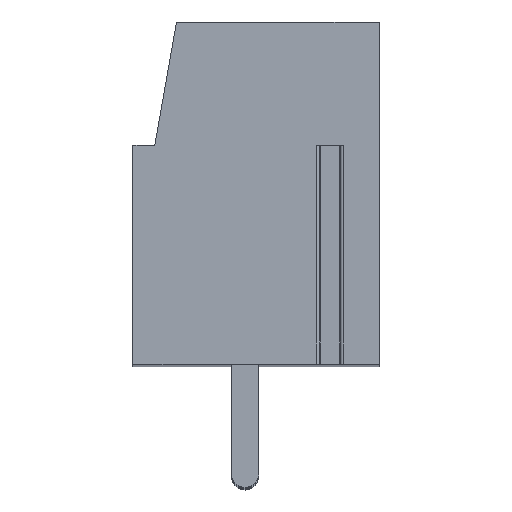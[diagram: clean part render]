
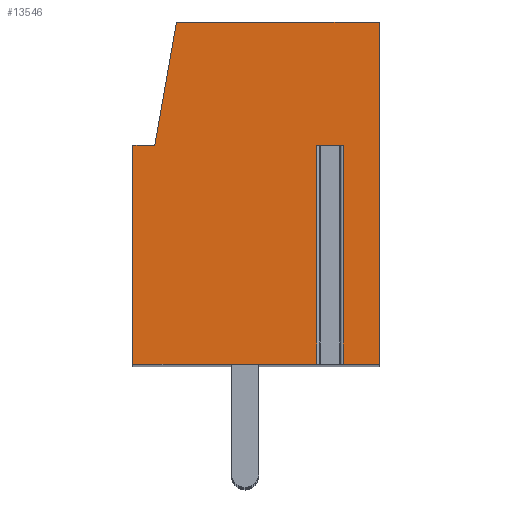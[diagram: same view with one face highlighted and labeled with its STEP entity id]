
A CAD part, top view. The second image highlights one B-rep face of the part: STEP entity #13546.
In plain terms, the highlighted planar face has unit normal (0, 0, 1).
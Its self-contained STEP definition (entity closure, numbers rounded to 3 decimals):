
#357=DIRECTION('',(-1.,0.,0.));
#358=VECTOR('',#357,0.958);
#359=CARTESIAN_POINT('',(3.179,1.75,57.5));
#360=LINE('',#359,#358);
#361=DIRECTION('',(0.,-1.,0.));
#362=VECTOR('',#361,8.);
#363=CARTESIAN_POINT('',(2.221,1.75,57.5));
#364=LINE('',#363,#362);
#365=DIRECTION('',(1.,0.,0.));
#366=VECTOR('',#365,6.721);
#367=CARTESIAN_POINT('',(-4.5,-6.25,57.5));
#368=LINE('',#367,#366);
#369=DIRECTION('',(0.,-1.,0.));
#370=VECTOR('',#369,8.);
#371=CARTESIAN_POINT('',(-4.5,1.75,57.5));
#372=LINE('',#371,#370);
#373=DIRECTION('',(-1.,0.,0.));
#374=VECTOR('',#373,0.8);
#375=CARTESIAN_POINT('',(-3.7,1.75,57.5));
#376=LINE('',#375,#374);
#377=DIRECTION('',(-0.174,-0.985,0.));
#378=VECTOR('',#377,4.569);
#379=CARTESIAN_POINT('',(-2.907,6.25,57.5));
#380=LINE('',#379,#378);
#381=DIRECTION('',(-1.,0.,0.));
#382=VECTOR('',#381,7.407);
#383=CARTESIAN_POINT('',(4.5,6.25,57.5));
#384=LINE('',#383,#382);
#385=DIRECTION('',(0.,1.,0.));
#386=VECTOR('',#385,12.5);
#387=CARTESIAN_POINT('',(4.5,-6.25,57.5));
#388=LINE('',#387,#386);
#389=DIRECTION('',(1.,0.,0.));
#390=VECTOR('',#389,1.321);
#391=CARTESIAN_POINT('',(3.179,-6.25,57.5));
#392=LINE('',#391,#390);
#393=DIRECTION('',(0.,-1.,0.));
#394=VECTOR('',#393,8.);
#395=CARTESIAN_POINT('',(3.179,1.75,57.5));
#396=LINE('',#395,#394);
#10361=CARTESIAN_POINT('',(4.5,-6.25,57.5));
#10362=CARTESIAN_POINT('',(4.5,6.25,57.5));
#10363=VERTEX_POINT('',#10361);
#10364=VERTEX_POINT('',#10362);
#10365=CARTESIAN_POINT('',(-2.907,6.25,57.5));
#10366=VERTEX_POINT('',#10365);
#10367=CARTESIAN_POINT('',(-3.7,1.75,57.5));
#10368=VERTEX_POINT('',#10367);
#10369=CARTESIAN_POINT('',(-4.5,1.75,57.5));
#10370=VERTEX_POINT('',#10369);
#10371=CARTESIAN_POINT('',(-4.5,-6.25,57.5));
#10372=VERTEX_POINT('',#10371);
#10417=CARTESIAN_POINT('',(3.179,1.75,57.5));
#10418=CARTESIAN_POINT('',(2.221,1.75,57.5));
#10419=VERTEX_POINT('',#10417);
#10420=VERTEX_POINT('',#10418);
#10421=CARTESIAN_POINT('',(3.179,-6.25,57.5));
#10422=VERTEX_POINT('',#10421);
#10423=CARTESIAN_POINT('',(2.221,-6.25,57.5));
#10424=VERTEX_POINT('',#10423);
#13522=CARTESIAN_POINT('',(0.,0.,57.5));
#13523=DIRECTION('',(0.,0.,1.));
#13524=DIRECTION('',(1.,0.,0.));
#13525=AXIS2_PLACEMENT_3D('',#13522,#13523,#13524);
#13526=PLANE('',#13525);
#13528=ORIENTED_EDGE('',*,*,#13527,.T.);
#13529=ORIENTED_EDGE('',*,*,#13513,.T.);
#13530=ORIENTED_EDGE('',*,*,#13334,.F.);
#13532=ORIENTED_EDGE('',*,*,#13531,.F.);
#13534=ORIENTED_EDGE('',*,*,#13533,.F.);
#13536=ORIENTED_EDGE('',*,*,#13535,.F.);
#13538=ORIENTED_EDGE('',*,*,#13537,.F.);
#13540=ORIENTED_EDGE('',*,*,#13539,.F.);
#13541=ORIENTED_EDGE('',*,*,#13313,.F.);
#13543=ORIENTED_EDGE('',*,*,#13542,.F.);
#13544=EDGE_LOOP('',(#13528,#13529,#13530,#13532,#13534,#13536,#13538,#13540,
#13541,#13543));
#13545=FACE_OUTER_BOUND('',#13544,.F.);
#13313=EDGE_CURVE('',#10422,#10363,#392,.T.);
#13334=EDGE_CURVE('',#10372,#10424,#368,.T.);
#13513=EDGE_CURVE('',#10420,#10424,#364,.T.);
#13527=EDGE_CURVE('',#10419,#10420,#360,.T.);
#13531=EDGE_CURVE('',#10370,#10372,#372,.T.);
#13533=EDGE_CURVE('',#10368,#10370,#376,.T.);
#13535=EDGE_CURVE('',#10366,#10368,#380,.T.);
#13537=EDGE_CURVE('',#10364,#10366,#384,.T.);
#13539=EDGE_CURVE('',#10363,#10364,#388,.T.);
#13542=EDGE_CURVE('',#10419,#10422,#396,.T.);
#13546=ADVANCED_FACE('',(#13545),#13526,.T.);
